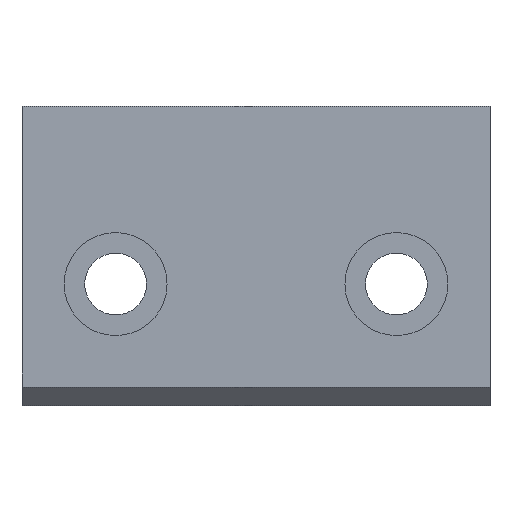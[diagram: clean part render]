
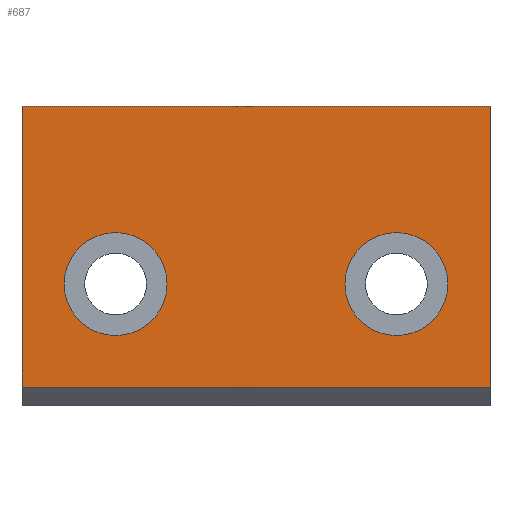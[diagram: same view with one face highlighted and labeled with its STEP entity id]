
A CAD part, front view. The second image highlights one B-rep face of the part: STEP entity #687.
In plain terms, the highlighted planar face has unit normal (0, -1, 0).
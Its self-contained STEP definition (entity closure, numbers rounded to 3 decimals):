
#463=VERTEX_POINT('',#1332);
#491=VERTEX_POINT('',#1362);
#505=VERTEX_POINT('',#1377);
#513=EDGE_CURVE('',#793,#491,#1385,.T.);
#553=EDGE_CURVE('',#463,#505,#1427,.T.);
#579=VERTEX_POINT('',#1453);
#621=EDGE_CURVE('',#1259,#895,#1498,.T.);
#657=EDGE_CURVE('',#895,#793,#1538,.T.);
#687=ADVANCED_FACE('',(#1570,#1571,#1572),#1573,.T.);
#793=VERTEX_POINT('',#1686);
#849=VERTEX_POINT('',#1749);
#895=VERTEX_POINT('',#1800);
#951=EDGE_CURVE('',#579,#849,#1861,.T.);
#1115=EDGE_CURVE('',#505,#463,#2040,.T.);
#1223=EDGE_CURVE('',#849,#579,#2161,.T.);
#1259=VERTEX_POINT('',#2202);
#1283=EDGE_CURVE('',#491,#1259,#2228,.T.);
#1332=CARTESIAN_POINT('',(-5.5,-12.0,0.));
#1362=CARTESIAN_POINT('',(-40.0,-12.0,19.0));
#1377=CARTESIAN_POINT('',(5.5,-12.0,0.));
#1385=LINE('',#2351,#2352);
#1427=CIRCLE('',#2415,5.5);
#1453=CARTESIAN_POINT('',(-35.5,-12.0,0.));
#1498=LINE('',#2518,#2519);
#1538=LINE('',#2573,#2574);
#1570=FACE_BOUND('',#2619,.T.);
#1571=FACE_BOUND('',#2620,.T.);
#1572=FACE_OUTER_BOUND('',#2621,.T.);
#1573=PLANE('',#2622);
#1686=CARTESIAN_POINT('',(10.0,-12.0,19.0));
#1749=CARTESIAN_POINT('',(-24.5,-12.0,0.));
#1800=CARTESIAN_POINT('',(10.0,-12.0,-11.0));
#1861=CIRCLE('',#3008,5.5);
#2040=CIRCLE('',#3262,5.5);
#2161=CIRCLE('',#3418,5.5);
#2202=CARTESIAN_POINT('',(-40.0,-12.0,-11.0));
#2228=LINE('',#3505,#3506);
#2351=CARTESIAN_POINT('',(-15.0,-12.0,19.0));
#2352=VECTOR('',#3602,1.0);
#2415=AXIS2_PLACEMENT_3D('',#3645,#3646,#3647);
#2518=CARTESIAN_POINT('',(-15.0,-12.0,-11.0));
#2519=VECTOR('',#3735,1.0);
#2573=CARTESIAN_POINT('',(10.0,-12.0,5.5));
#2574=VECTOR('',#3779,1.0);
#2619=EDGE_LOOP('',(#3811,#3812));
#2620=EDGE_LOOP('',(#3813,#3814));
#2621=EDGE_LOOP('',(#3815,#3816,#3817,#3818));
#2622=AXIS2_PLACEMENT_3D('',#3819,#3820,#3821);
#3008=AXIS2_PLACEMENT_3D('',#4119,#4120,#4121);
#3262=AXIS2_PLACEMENT_3D('',#4318,#4319,#4320);
#3418=AXIS2_PLACEMENT_3D('',#4479,#4480,#4481);
#3505=CARTESIAN_POINT('',(-40.0,-12.0,-11.0));
#3506=VECTOR('',#4585,1.0);
#3602=DIRECTION('',(-1.0,0.0,0.0));
#3645=CARTESIAN_POINT('',(0.,-12.0,0.));
#3646=DIRECTION('',(-0.0,1.0,0.0));
#3647=DIRECTION('',(1.0,0.0,0.0));
#3735=DIRECTION('',(1.0,0.0,0.0));
#3779=DIRECTION('',(0.0,0.0,1.0));
#3811=ORIENTED_EDGE('',*,*,#553,.T.);
#3812=ORIENTED_EDGE('',*,*,#1115,.T.);
#3813=ORIENTED_EDGE('',*,*,#951,.T.);
#3814=ORIENTED_EDGE('',*,*,#1223,.T.);
#3815=ORIENTED_EDGE('',*,*,#1283,.T.);
#3816=ORIENTED_EDGE('',*,*,#621,.T.);
#3817=ORIENTED_EDGE('',*,*,#657,.T.);
#3818=ORIENTED_EDGE('',*,*,#513,.T.);
#3819=CARTESIAN_POINT('',(-15.0,-12.0,-5.5));
#3820=DIRECTION('',(0.0,-1.0,0.0));
#3821=DIRECTION('',(1.0,0.0,0.0));
#4119=CARTESIAN_POINT('',(-30.,-12.0,0.));
#4120=DIRECTION('',(-0.0,1.0,0.0));
#4121=DIRECTION('',(1.0,0.0,0.0));
#4318=CARTESIAN_POINT('',(0.,-12.0,0.));
#4319=DIRECTION('',(-0.0,1.0,0.0));
#4320=DIRECTION('',(1.0,0.0,0.0));
#4479=CARTESIAN_POINT('',(-30.,-12.0,0.));
#4480=DIRECTION('',(-0.0,1.0,0.0));
#4481=DIRECTION('',(1.0,0.0,0.0));
#4585=DIRECTION('',(0.0,0.0,-1.0));
